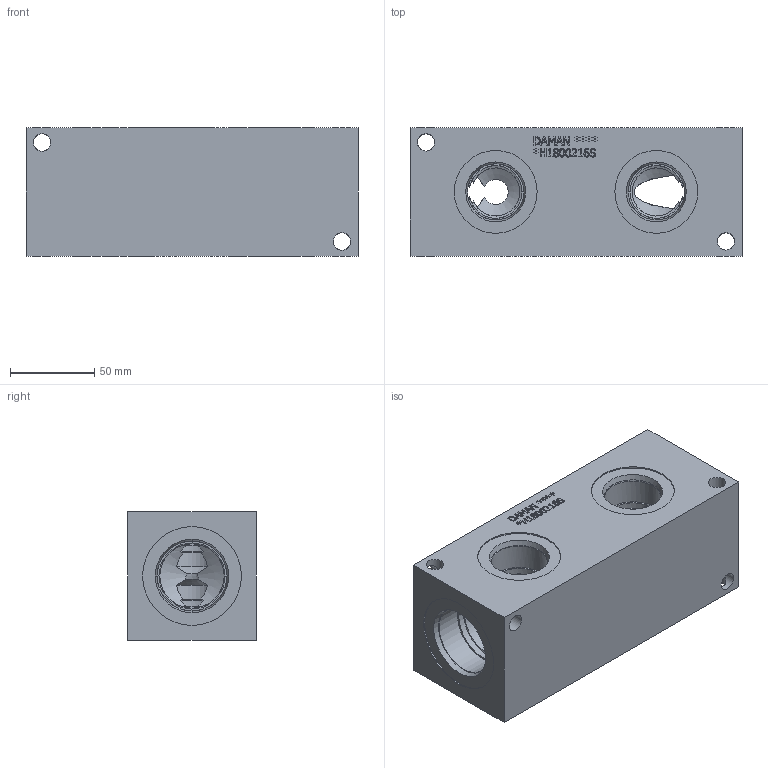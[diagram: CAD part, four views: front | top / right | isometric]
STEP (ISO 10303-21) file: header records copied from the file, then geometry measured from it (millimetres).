
FILE_DESCRIPTION(/* description */ (''),/* implementation_level */ '2;1');
FILE_NAME(/* name */ '_H1800216S.stp',/* time_stamp */ '2020-03-24T08:29:38-04:00',/* author */ ('alexanderw'),/* organization */ (''),/* preprocessor_version */ 'ST-DEVELOPER v17',/* originating_system */ 'Autodesk Inventor 2019',/* authorisation */ '');
FILE_SCHEMA (('AUTOMOTIVE_DESIGN { 1 0 10303 214 3 1 1 }'));
Length unit declared in the file: millimetre
Products named in the file (1): Part_AH1800216S_3D
Bounding box: 196.85 x 76.2 x 76.2 mm (x, y, z)
Volume: 904802.3 mm3; surface area: 99542.5 mm2
Topology: 1 solids, 1 shells, 406 faces, 1125 edges, 749 vertices
Faces by surface type: plane 232, bspline 99, cylinder 41, cone 34
Full cylindrical faces by diameter (mm): 10.312 x8, 33.34 x1, 33.35 x3, 33.757 x4, 35.509 x3, 38.1 x2, 39.218 x2, 41.275 x1, 41.28 x1, 41.758 x1, 43.51 x1, 49.124 x4, 58.572 x2
Entity records: 14040 total; most frequent: CARTESIAN_POINT 3940, ORIENTED_EDGE 2248, DIRECTION 1618, EDGE_CURVE 1124, VERTEX_POINT 749, LINE 730, VECTOR 730, EDGE_LOOP 455
